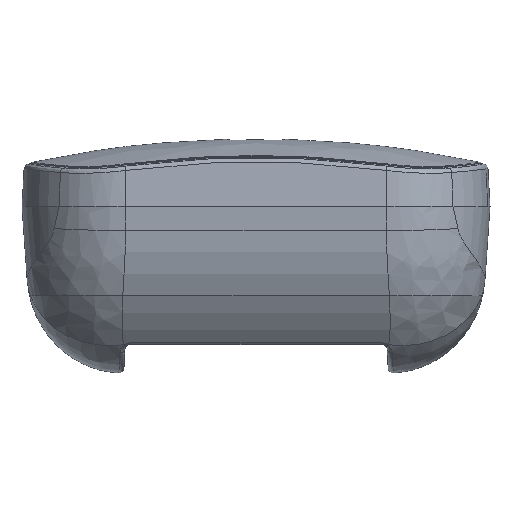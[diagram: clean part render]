
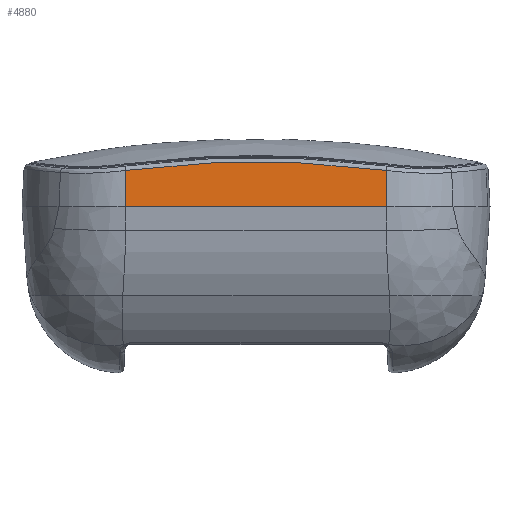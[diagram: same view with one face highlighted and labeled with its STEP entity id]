
A CAD part, left-side view. The second image highlights one B-rep face of the part: STEP entity #4880.
In plain terms, the highlighted planar face has unit normal (-0.999, 0, 0.052).
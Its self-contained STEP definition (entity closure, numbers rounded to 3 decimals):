
#421 = ORIENTED_EDGE ( 'NONE', *, *, #13637, .T. ) ;
#473 = PLANE ( 'NONE',  #3156 ) ;
#1528 = EDGE_CURVE ( 'Defeatured_1_122+Defeatured_1_123+Defeatured_1_138+Defeatured_1_113', #13510, #8854, #10739, .T. ) ;
#1728 = DIRECTION ( 'NONE',  ( 0., -1., 0. ) ) ;
#1848 = DIRECTION ( 'NONE',  ( 0.052, 0., 0.999 ) ) ;
#1931 = CARTESIAN_POINT ( 'NONE',  ( -71.308, -38.836, 200.746 ) ) ;
#2111 = ORIENTED_EDGE ( 'NONE', *, *, #5989, .T. ) ;
#2234 = CARTESIAN_POINT ( 'NONE',  ( -71.144, 98.357, 203.872 ) ) ;
#2281 = ORIENTED_EDGE ( 'NONE', *, *, #9481, .T. ) ;
#2769 = CARTESIAN_POINT ( 'NONE',  ( -72.5, 125.69, 178. ) ) ;
#3017 = DIRECTION ( 'NONE',  ( 0.052, 0., 0.999 ) ) ;
#3156 = AXIS2_PLACEMENT_3D ( 'NONE', #11441, #8980, #3017 ) ;
#3580 = VERTEX_POINT ( 'NONE', #9415 ) ;
#3732 = CARTESIAN_POINT ( 'NONE',  ( -71.027, 57.198, 206.105 ) ) ;
#3873 = LINE ( 'NONE', #9862, #4302 ) ;
#4302 = VECTOR ( 'NONE', #1728, 1000. ) ;
#4880 = ADVANCED_FACE ( 'Defeatured_1_122', ( #5546 ), #473, .T. ) ;
#5104 = CARTESIAN_POINT ( 'NONE',  ( -72.5, -38.836, 178. ) ) ;
#5546 = FACE_OUTER_BOUND ( 'NONE', #10939, .T. ) ;
#5953 = CARTESIAN_POINT ( 'NONE',  ( -71.027, 29.662, 206.105 ) ) ;
#5989 = EDGE_CURVE ( 'Defeatured_1_122+Defeatured_1_138+Defeatured_1_121+Defeatured_1_123', #15118, #13510, #15442, .T. ) ;
#6112 = CARTESIAN_POINT ( 'NONE',  ( -71.214, -25.184, 202.535 ) ) ;
#8271 = CARTESIAN_POINT ( 'NONE',  ( -71.051, 15.92, 205.657 ) ) ;
#8854 = VERTEX_POINT ( 'NONE', #2769 ) ;
#8980 = DIRECTION ( 'NONE',  ( -0.999, 0., 0.052 ) ) ;
#9415 = CARTESIAN_POINT ( 'NONE',  ( -72.5, -38.836, 178. ) ) ;
#9481 = EDGE_CURVE ( 'Defeatured_1_122+Defeatured_1_113+Defeatured_1_123+Defeatured_1_121', #8854, #3580, #3873, .T. ) ;
#9482 = ORIENTED_EDGE ( 'NONE', *, *, #1528, .T. ) ;
#9546 = VECTOR ( 'NONE', #1848, 1000. ) ;
#9735 = VECTOR ( 'NONE', #14404, 1000. ) ;
#9797 = CARTESIAN_POINT ( 'NONE',  ( -71.308, 125.69, 200.746 ) ) ;
#9862 = CARTESIAN_POINT ( 'NONE',  ( -72.5, -104.079, 178. ) ) ;
#10739 = LINE ( 'NONE', #15587, #9735 ) ;
#10939 = EDGE_LOOP ( 'NONE', ( #421, #2111, #9482, #2281 ) ) ;
#10974 = CARTESIAN_POINT ( 'NONE',  ( -71.144, -11.502, 203.872 ) ) ;
#11441 = CARTESIAN_POINT ( 'NONE',  ( -72.5, 167.544, 178. ) ) ;
#11547 = LINE ( 'NONE', #5104, #9546 ) ;
#11936 = CARTESIAN_POINT ( 'NONE',  ( -71.051, 70.937, 205.657 ) ) ;
#13510 = VERTEX_POINT ( 'NONE', #14730 ) ;
#13637 = EDGE_CURVE ( 'Defeatured_1_122+Defeatured_1_121+Defeatured_1_113+Defeatured_1_138', #3580, #15118, #11547, .T. ) ;
#14319 = CARTESIAN_POINT ( 'NONE',  ( -71.308, -38.836, 200.746 ) ) ;
#14404 = DIRECTION ( 'NONE',  ( -0.052, 0., -0.999 ) ) ;
#14730 = CARTESIAN_POINT ( 'NONE',  ( -71.308, 125.69, 200.746 ) ) ;
#15118 = VERTEX_POINT ( 'NONE', #1931 ) ;
#15442 = B_SPLINE_CURVE_WITH_KNOTS ( 'NONE', 3,
 ( #14319, #6112, #10974, #8271, #5953, #3732, #11936, #2234, #15583, #9797 ),
 .UNSPECIFIED., .F., .F.,
 ( 4, 2, 2, 2, 4 ),
 ( 0., 0.041, 0.082, 0.124, 0.165 ),
 .UNSPECIFIED. ) ;
#15583 = CARTESIAN_POINT ( 'NONE',  ( -71.214, 112.038, 202.535 ) ) ;
#15587 = CARTESIAN_POINT ( 'NONE',  ( -72.5, 125.69, 178. ) ) ;
